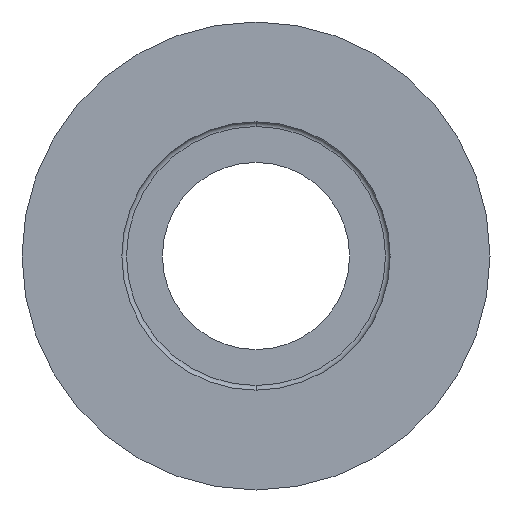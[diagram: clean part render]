
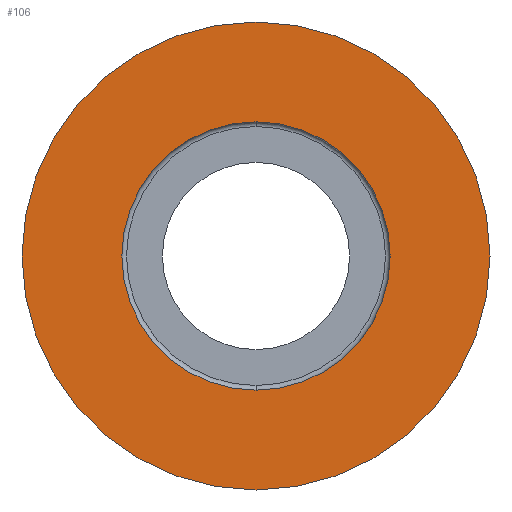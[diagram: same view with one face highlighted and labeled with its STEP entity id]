
A CAD part, front view. The second image highlights one B-rep face of the part: STEP entity #106.
In plain terms, the highlighted planar face has unit normal (0, -1, 0).
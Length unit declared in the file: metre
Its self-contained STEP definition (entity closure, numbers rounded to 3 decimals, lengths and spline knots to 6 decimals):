
#16 = DIRECTION ( 'NONE',  ( 0., -1., 0. ) ) ;
#42 = ORIENTED_EDGE ( 'NONE', *, *, #754, .F. ) ;
#68 = VERTEX_POINT ( 'NONE', #248 ) ;
#75 = EDGE_CURVE ( 'NONE', #68, #601, #781, .T. ) ;
#106 = ADVANCED_FACE ( 'NONE', ( #393, #271 ), #529, .T. ) ;
#163 = VERTEX_POINT ( 'NONE', #780 ) ;
#184 = ORIENTED_EDGE ( 'NONE', *, *, #491, .T. ) ;
#237 = CARTESIAN_POINT ( 'NONE',  ( 0., 0., 0. ) ) ;
#238 = AXIS2_PLACEMENT_3D ( 'NONE', #237, #694, #309 ) ;
#248 = CARTESIAN_POINT ( 'NONE',  ( 0., 0., -0.015 ) ) ;
#255 = AXIS2_PLACEMENT_3D ( 'NONE', #457, #16, #506 ) ;
#271 = FACE_BOUND ( 'NONE', #428, .T. ) ;
#290 = AXIS2_PLACEMENT_3D ( 'NONE', #752, #735, #782 ) ;
#309 = DIRECTION ( 'NONE',  ( 0., 0., -1. ) ) ;
#314 = DIRECTION ( 'NONE',  ( 0., -1., 0. ) ) ;
#393 = FACE_OUTER_BOUND ( 'NONE', #807, .T. ) ;
#407 = ORIENTED_EDGE ( 'NONE', *, *, #75, .T. ) ;
#415 = CIRCLE ( 'NONE', #534, 0.0086 ) ;
#428 = EDGE_LOOP ( 'NONE', ( #42, #628 ) ) ;
#457 = CARTESIAN_POINT ( 'NONE',  ( 0., 0., 0. ) ) ;
#491 = EDGE_CURVE ( 'NONE', #601, #68, #600, .T. ) ;
#501 = AXIS2_PLACEMENT_3D ( 'NONE', #837, #658, #726 ) ;
#506 = DIRECTION ( 'NONE',  ( 0., 0., -1. ) ) ;
#529 = PLANE ( 'NONE',  #501 ) ;
#534 = AXIS2_PLACEMENT_3D ( 'NONE', #703, #314, #760 ) ;
#549 = CIRCLE ( 'NONE', #238, 0.0086 ) ;
#600 = CIRCLE ( 'NONE', #255, 0.015 ) ;
#601 = VERTEX_POINT ( 'NONE', #802 ) ;
#628 = ORIENTED_EDGE ( 'NONE', *, *, #663, .F. ) ;
#658 = DIRECTION ( 'NONE',  ( 0., -1., 0. ) ) ;
#659 = VERTEX_POINT ( 'NONE', #809 ) ;
#663 = EDGE_CURVE ( 'NONE', #659, #163, #549, .T. ) ;
#694 = DIRECTION ( 'NONE',  ( 0., -1., 0. ) ) ;
#703 = CARTESIAN_POINT ( 'NONE',  ( 0., 0., 0. ) ) ;
#726 = DIRECTION ( 'NONE',  ( 0., 0., -1. ) ) ;
#735 = DIRECTION ( 'NONE',  ( 0., -1., 0. ) ) ;
#752 = CARTESIAN_POINT ( 'NONE',  ( 0., 0., 0. ) ) ;
#754 = EDGE_CURVE ( 'NONE', #163, #659, #415, .T. ) ;
#760 = DIRECTION ( 'NONE',  ( 0., 0., -1. ) ) ;
#780 = CARTESIAN_POINT ( 'NONE',  ( 0., 0., -0.0086 ) ) ;
#781 = CIRCLE ( 'NONE', #290, 0.015 ) ;
#782 = DIRECTION ( 'NONE',  ( 0., 0., -1. ) ) ;
#802 = CARTESIAN_POINT ( 'NONE',  ( 0., 0., 0.015 ) ) ;
#807 = EDGE_LOOP ( 'NONE', ( #407, #184 ) ) ;
#809 = CARTESIAN_POINT ( 'NONE',  ( 0., 0., 0.0086 ) ) ;
#837 = CARTESIAN_POINT ( 'NONE',  ( 0.0086, 0., 0. ) ) ;
